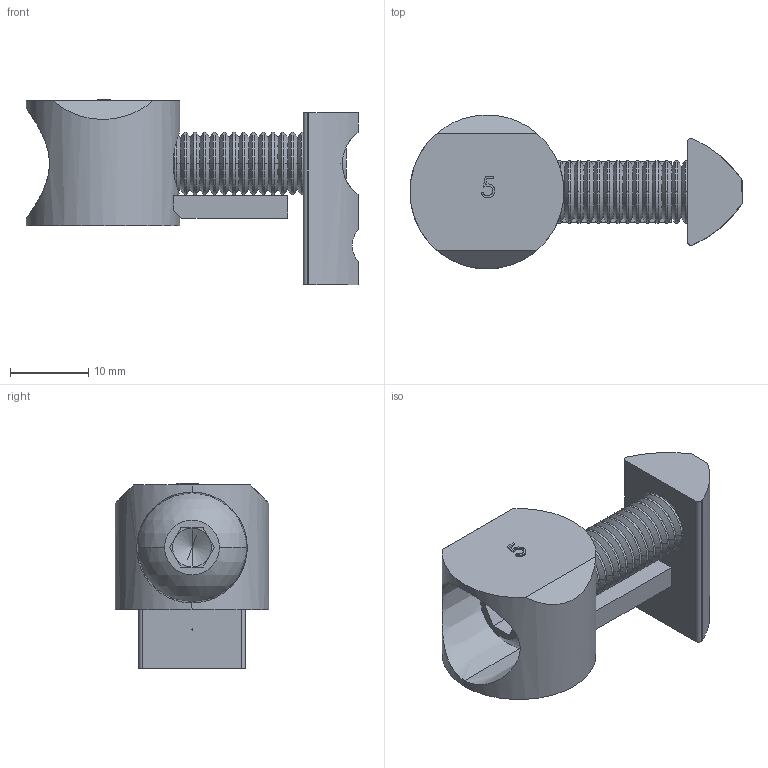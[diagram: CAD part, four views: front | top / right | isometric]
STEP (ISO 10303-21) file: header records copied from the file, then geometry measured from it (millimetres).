
FILE_DESCRIPTION (( 'STEP AP214' ), '1' );
FILE_NAME ('099a0840s01.STEP', '2013-07-18T16:16:18', ( 'User' ), ( '' ), 'SwSTEP 2.0', 'SolidWorks 2012', '' );
FILE_SCHEMA (( 'AUTOMOTIVE_DESIGN' ));
Length unit declared in the file: millimetre
Products named in the file (4): 4iso7040m0830m_4 ISO 7380 M8 35 m S01; 096003_096 008; 099a0840_099 a 0840; 099a0840s01
Assembly tree (3 placements, depth 2):
  099a0840s01
    099a0840_099 a 0840
    096003_096 008
    4iso7040m0830m_4 ISO 7380 M8 35 m S01
Bounding box: 42.5 x 19.7 x 23.7 mm (x, y, z)
Volume: 5942.4 mm3; surface area: 4934.4 mm2
Topology: 3 solids, 3 shells, 214 faces, 554 edges, 346 vertices
Faces by surface type: cone 99, cylinder 62, plane 39, bspline 8, torus 4, sphere 2
Entity records: 7519 total; most frequent: CARTESIAN_POINT 1964, DIRECTION 1233, ORIENTED_EDGE 1104, EDGE_CURVE 552, AXIS2_PLACEMENT_3D 499, VERTEX_POINT 346, CIRCLE 287, LINE 235
